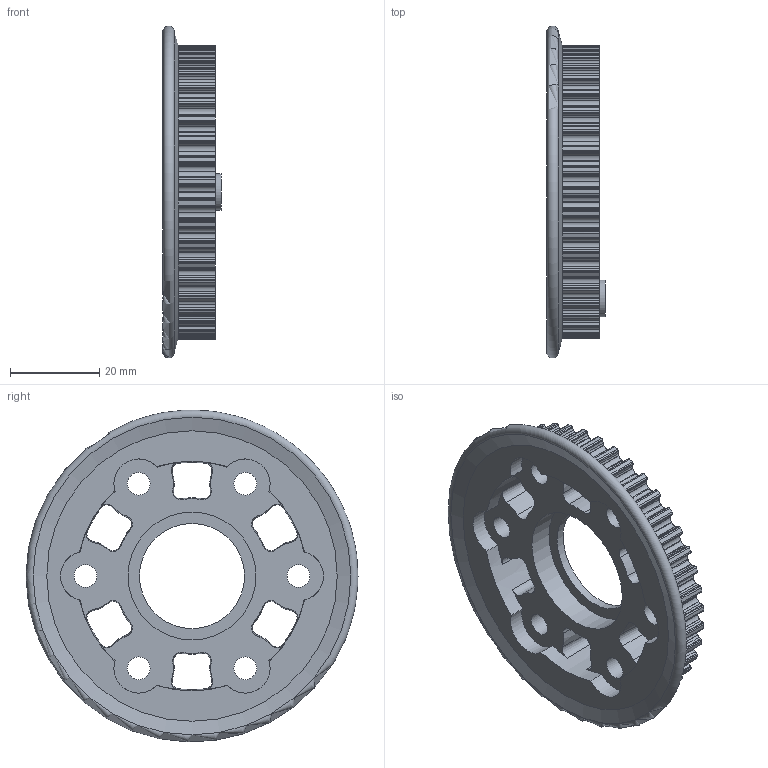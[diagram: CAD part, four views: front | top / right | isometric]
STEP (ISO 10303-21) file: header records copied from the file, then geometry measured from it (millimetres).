
FILE_DESCRIPTION(/* description */ (''),/* implementation_level */ '2;1');
FILE_NAME(/* name */ 'DBK_42ToothPulleyHalf_am-2234-half.ipt.step',/* time_stamp */ '2014-01-01T17:22:08-08:00',/* author */ ('Autodesk Inc.'),/* organization */ ('Autodesk Inc.'),/* preprocessor_version */ 'ST-DEVELOPER v15.2',/* originating_system */ 'Autodesk Inventor 2014',/* authorisation */ '');
FILE_SCHEMA (('AUTOMOTIVE_DESIGN { 1 0 10303 214 3 1 1 }'));
Length unit declared in the file: inch
Products named in the file (1): DBK_42ToothPulleyHalf_am-2234-half
Bounding box: 13 x 74.22 x 74.21 mm (x, y, z)
Volume: 21122.9 mm3; surface area: 13050.2 mm2
Topology: 1 solids, 1 shells, 829 faces, 2404 edges, 1575 vertices
Faces by surface type: cylinder 646, plane 132, cone 50, torus 1
Full cylindrical faces by diameter (mm): 5.08 x6, 8.255 x1, 8.306 x1, 23.495 x1, 28.575 x1
Entity records: 29007 total; most frequent: DIRECTION 5630, CARTESIAN_POINT 4788, ORIENTED_EDGE 4774, AXIS2_PLACEMENT_3D 2413, EDGE_CURVE 2387, CIRCLE 1583, VERTEX_POINT 1571, EDGE_LOOP 866
